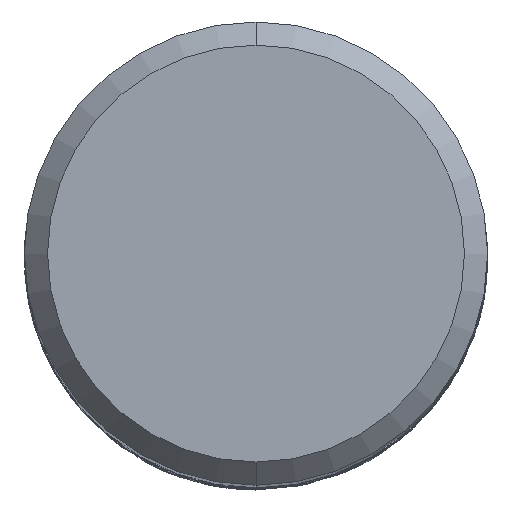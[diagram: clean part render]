
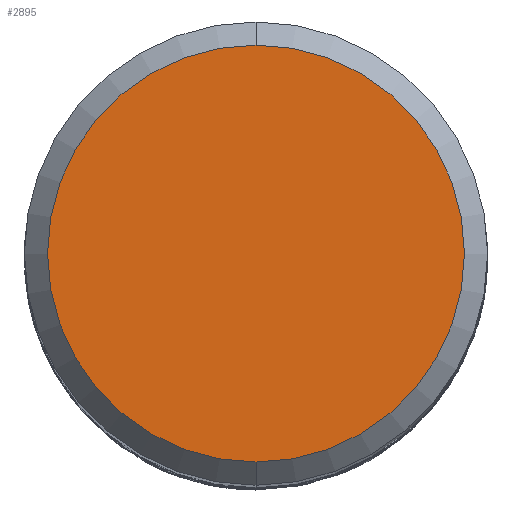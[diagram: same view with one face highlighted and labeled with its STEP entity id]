
A CAD part, top view. The second image highlights one B-rep face of the part: STEP entity #2895.
In plain terms, the highlighted planar face has unit normal (0, 0, 1).
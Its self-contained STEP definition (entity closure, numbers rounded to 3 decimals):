
#2545=EDGE_CURVE('',#3251,#3771,#5189,.T.);
#2895=ADVANCED_FACE('',(#5564),#5565,.T.);
#3173=EDGE_CURVE('',#3771,#3251,#5863,.T.);
#3251=VERTEX_POINT('',#5947);
#3771=VERTEX_POINT('',#6517);
#5189=CIRCLE('',#21637,9.0);
#5564=FACE_OUTER_BOUND('',#25253,.T.);
#5565=PLANE('',#25254);
#5863=CIRCLE('',#27820,9.0);
#5947=CARTESIAN_POINT('',(0.,-9.0,0.0));
#6517=CARTESIAN_POINT('',(0.0,9.0,0.0));
#21637=AXIS2_PLACEMENT_3D('',#37148,#37149,#37150);
#25253=EDGE_LOOP('',(#37501,#37502));
#25254=AXIS2_PLACEMENT_3D('',#37503,#37504,#37505);
#27820=AXIS2_PLACEMENT_3D('',#37825,#37826,#37827);
#37148=CARTESIAN_POINT('',(0.0,0.0,0.0));
#37149=DIRECTION('',(0.0,0.0,-1.0));
#37150=DIRECTION('',(0.0,1.0,0.0));
#37501=ORIENTED_EDGE('',*,*,#3173,.F.);
#37502=ORIENTED_EDGE('',*,*,#2545,.F.);
#37503=CARTESIAN_POINT('',(0.0,4.5,0.0));
#37504=DIRECTION('',(-0.0,0.0,1.0));
#37505=DIRECTION('',(0.0,-1.0,0.0));
#37825=CARTESIAN_POINT('',(0.0,0.0,0.0));
#37826=DIRECTION('',(0.0,0.0,-1.0));
#37827=DIRECTION('',(0.0,1.0,0.0));
